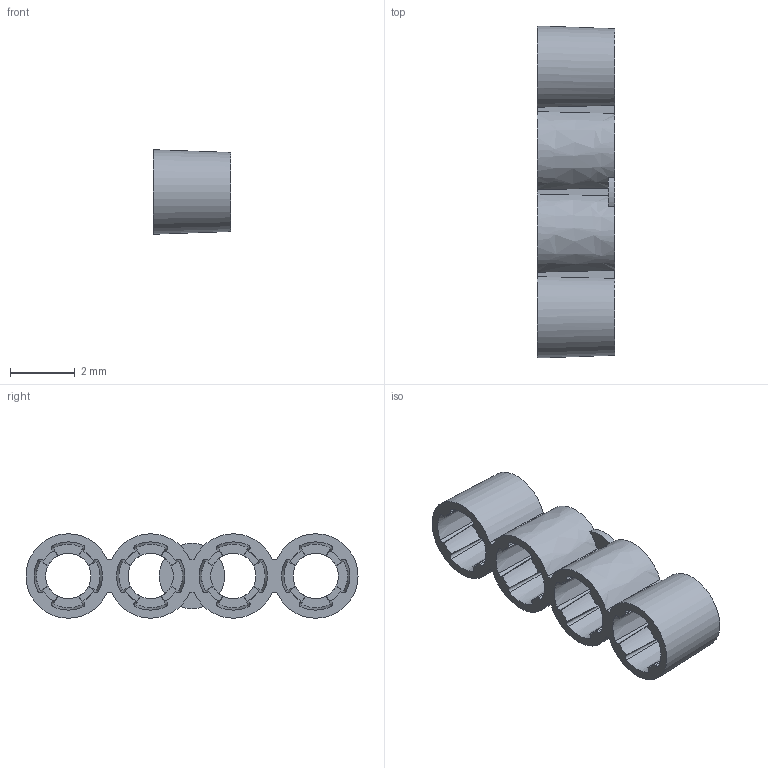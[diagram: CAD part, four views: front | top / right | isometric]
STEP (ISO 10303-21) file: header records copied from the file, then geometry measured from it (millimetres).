
FILE_DESCRIPTION(('FreeCAD Model'),'2;1');
FILE_NAME('Open CASCADE Shape Model','2025-01-20T06:44:04',('FreeCAD'),( 'FreeCAD'),'Open CASCADE STEP processor 7.7','FreeCAD','Unknown');
FILE_SCHEMA(('AUTOMOTIVE_DESIGN { 1 0 10303 214 1 1 1 1 }'));
Length unit declared in the file: millimetre
Products named in the file (1): Open CASCADE STEP translator 7.7 4
Bounding box: 2.4 x 10.22 x 2.6 mm (x, y, z)
Volume: 22.8 mm3; surface area: 158.2 mm2
Topology: 1 solids, 1 shells, 155 faces, 459 edges, 306 vertices
Faces by surface type: cone 53, bspline 44, plane 38, cylinder 20
Full cylindrical faces by diameter (mm): 1.4 x4
Entity records: 5497 total; most frequent: CARTESIAN_POINT 1631, ORIENTED_EDGE 918, DIRECTION 690, EDGE_CURVE 459, AXIS2_PLACEMENT_3D 306, VERTEX_POINT 306, CIRCLE 194, B_SPLINE_CURVE_WITH_KNOTS 187
